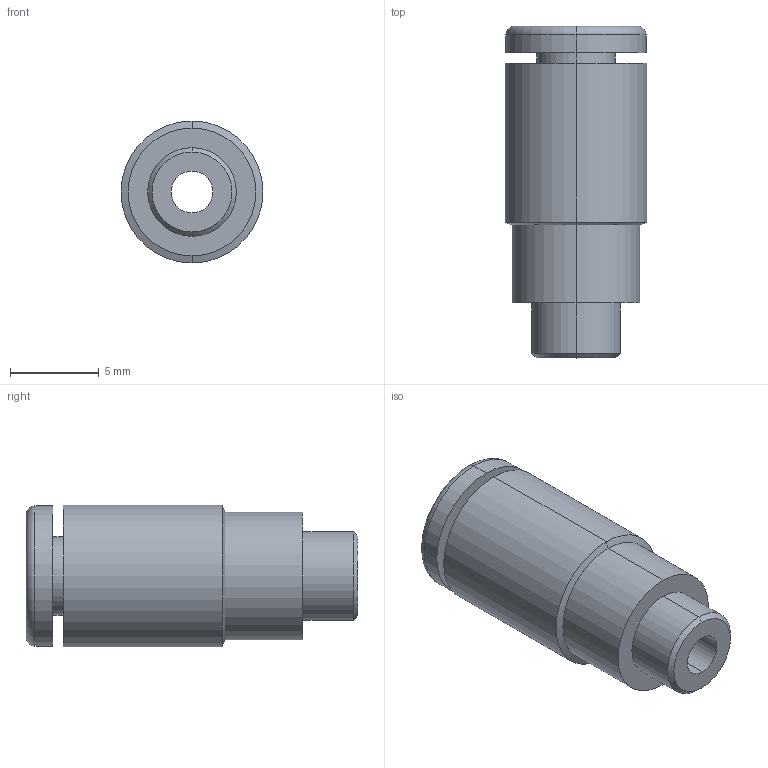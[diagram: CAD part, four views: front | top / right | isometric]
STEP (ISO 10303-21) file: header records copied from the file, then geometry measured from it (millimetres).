
FILE_DESCRIPTION (( 'STEP AP203' ), '1' );
FILE_NAME ('KQ2S04-M5.step.step', '2010-05-27T11:41:06', ( 'SysAdmin' ), ( 'SolidWorks' ), 'SwSTEP 2.0', 'SolidWorks 2010', '' );
FILE_SCHEMA (( 'CONFIG_CONTROL_DESIGN' ));
Length unit declared in the file: millimetre
Products named in the file (2): KQ2S04-M5.step; KQ2S04-M5.step_KQ2S_04-M5
Assembly tree (1 placements, depth 2):
  KQ2S04-M5.step
    KQ2S04-M5.step_KQ2S_04-M5
Bounding box: 8 x 18.7 x 8 mm (x, y, z)
Volume: 589.6 mm3; surface area: 773.9 mm2
Topology: 1 solids, 1 shells, 40 faces, 84 edges, 50 vertices
Faces by surface type: plane 18, cylinder 14, torus 4, cone 4
Entity records: 1266 total; most frequent: DIRECTION 214, CARTESIAN_POINT 178, ORIENTED_EDGE 168, AXIS2_PLACEMENT_3D 86, EDGE_CURVE 84, VERTEX_POINT 50, EDGE_LOOP 46, VECTOR 42
